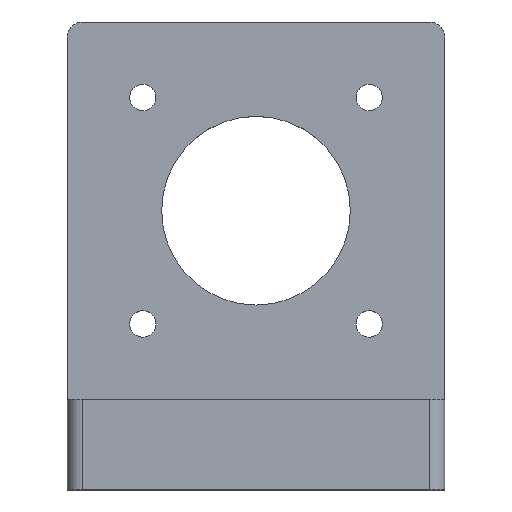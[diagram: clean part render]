
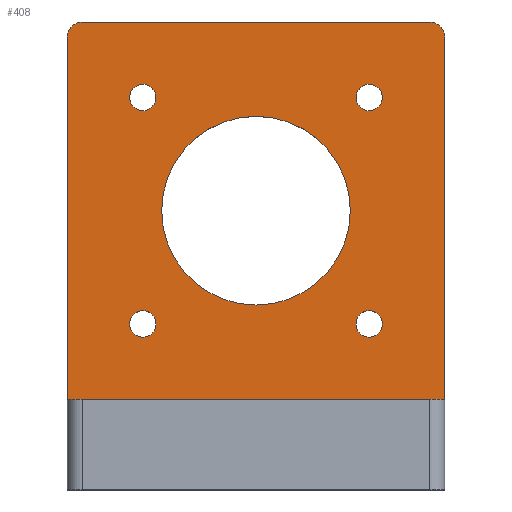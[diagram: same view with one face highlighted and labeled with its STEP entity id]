
A CAD part, top view. The second image highlights one B-rep face of the part: STEP entity #408.
In plain terms, the highlighted planar face has unit normal (0, 0, 1).
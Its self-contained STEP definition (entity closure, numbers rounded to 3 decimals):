
#27=LINE('',#648,#49);
#33=LINE('',#674,#55);
#35=LINE('',#679,#57);
#36=LINE('',#696,#58);
#49=VECTOR('',#528,10.);
#55=VECTOR('',#554,10.);
#57=VECTOR('',#562,10.);
#58=VECTOR('',#585,10.);
#68=PLANE('',#465);
#89=FACE_BOUND('',#160,.T.);
#90=FACE_BOUND('',#161,.T.);
#91=FACE_BOUND('',#162,.T.);
#92=FACE_BOUND('',#163,.T.);
#93=FACE_BOUND('',#164,.T.);
#116=FACE_OUTER_BOUND('',#159,.T.);
#159=EDGE_LOOP('',(#362,#363,#364,#365,#366,#367));
#160=EDGE_LOOP('',(#368));
#161=EDGE_LOOP('',(#369));
#162=EDGE_LOOP('',(#370));
#163=EDGE_LOOP('',(#371));
#164=EDGE_LOOP('',(#372));
#177=CIRCLE('',#438,2.);
#185=CIRCLE('',#449,2.);
#186=CIRCLE('',#455,1.75);
#187=CIRCLE('',#457,1.75);
#188=CIRCLE('',#459,1.75);
#189=CIRCLE('',#461,1.75);
#190=CIRCLE('',#463,12.5);
#209=VERTEX_POINT('',#637);
#210=VERTEX_POINT('',#638);
#213=VERTEX_POINT('',#646);
#221=VERTEX_POINT('',#667);
#222=VERTEX_POINT('',#668);
#223=VERTEX_POINT('',#673);
#224=VERTEX_POINT('',#681);
#225=VERTEX_POINT('',#684);
#226=VERTEX_POINT('',#687);
#227=VERTEX_POINT('',#690);
#228=VERTEX_POINT('',#693);
#250=EDGE_CURVE('',#209,#210,#177,.T.);
#255=EDGE_CURVE('',#209,#213,#27,.T.);
#265=EDGE_CURVE('',#221,#222,#185,.T.);
#268=EDGE_CURVE('',#223,#222,#33,.T.);
#270=EDGE_CURVE('',#213,#223,#35,.T.);
#271=EDGE_CURVE('',#224,#224,#186,.T.);
#272=EDGE_CURVE('',#225,#225,#187,.T.);
#273=EDGE_CURVE('',#226,#226,#188,.T.);
#274=EDGE_CURVE('',#227,#227,#189,.T.);
#275=EDGE_CURVE('',#228,#228,#190,.T.);
#276=EDGE_CURVE('',#221,#210,#36,.T.);
#362=ORIENTED_EDGE('',*,*,#250,.F.);
#363=ORIENTED_EDGE('',*,*,#255,.T.);
#364=ORIENTED_EDGE('',*,*,#270,.T.);
#365=ORIENTED_EDGE('',*,*,#268,.T.);
#366=ORIENTED_EDGE('',*,*,#265,.F.);
#367=ORIENTED_EDGE('',*,*,#276,.T.);
#368=ORIENTED_EDGE('',*,*,#271,.T.);
#369=ORIENTED_EDGE('',*,*,#272,.T.);
#370=ORIENTED_EDGE('',*,*,#273,.T.);
#371=ORIENTED_EDGE('',*,*,#274,.T.);
#372=ORIENTED_EDGE('',*,*,#275,.T.);
#408=ADVANCED_FACE('',(#116,#89,#90,#91,#92,#93),#68,.T.);
#438=AXIS2_PLACEMENT_3D('',#639,#519,#520);
#449=AXIS2_PLACEMENT_3D('',#669,#548,#549);
#455=AXIS2_PLACEMENT_3D('',#682,#565,#566);
#457=AXIS2_PLACEMENT_3D('',#685,#569,#570);
#459=AXIS2_PLACEMENT_3D('',#688,#573,#574);
#461=AXIS2_PLACEMENT_3D('',#691,#577,#578);
#463=AXIS2_PLACEMENT_3D('',#694,#581,#582);
#465=AXIS2_PLACEMENT_3D('',#697,#586,#587);
#519=DIRECTION('center_axis',(0.,0.,-1.));
#520=DIRECTION('ref_axis',(-0.707,0.707,0.));
#528=DIRECTION('',(0.,-1.,0.));
#548=DIRECTION('center_axis',(0.,0.,-1.));
#549=DIRECTION('ref_axis',(0.707,0.707,0.));
#554=DIRECTION('',(0.,1.,0.));
#562=DIRECTION('',(1.,0.,0.));
#565=DIRECTION('center_axis',(0.,0.,-1.));
#566=DIRECTION('ref_axis',(1.,0.,0.));
#569=DIRECTION('center_axis',(0.,0.,-1.));
#570=DIRECTION('ref_axis',(1.,0.,0.));
#573=DIRECTION('center_axis',(0.,0.,-1.));
#574=DIRECTION('ref_axis',(1.,0.,0.));
#577=DIRECTION('center_axis',(0.,0.,-1.));
#578=DIRECTION('ref_axis',(1.,0.,0.));
#581=DIRECTION('center_axis',(0.,0.,-1.));
#582=DIRECTION('ref_axis',(-1.,0.,0.));
#585=DIRECTION('',(-1.,0.,0.));
#586=DIRECTION('center_axis',(0.,0.,1.));
#587=DIRECTION('ref_axis',(1.,0.,0.));
#637=CARTESIAN_POINT('',(-25.,23.,5.));
#638=CARTESIAN_POINT('',(-23.,25.,5.));
#639=CARTESIAN_POINT('Origin',(-23.,23.,5.));
#646=CARTESIAN_POINT('',(-25.,-25.,5.));
#648=CARTESIAN_POINT('',(-25.,-25.,5.));
#667=CARTESIAN_POINT('',(23.,25.,5.));
#668=CARTESIAN_POINT('',(25.,23.,5.));
#669=CARTESIAN_POINT('Origin',(23.,23.,5.));
#673=CARTESIAN_POINT('',(25.,-25.,5.));
#674=CARTESIAN_POINT('',(25.,25.,5.));
#679=CARTESIAN_POINT('',(25.,-25.,5.));
#681=CARTESIAN_POINT('',(-16.75,-15.,5.));
#682=CARTESIAN_POINT('Origin',(-15.,-15.,5.));
#684=CARTESIAN_POINT('',(-16.75,15.,5.));
#685=CARTESIAN_POINT('Origin',(-15.,15.,5.));
#687=CARTESIAN_POINT('',(13.25,15.,5.));
#688=CARTESIAN_POINT('Origin',(15.,15.,5.));
#690=CARTESIAN_POINT('',(13.25,-15.,5.));
#691=CARTESIAN_POINT('Origin',(15.,-15.,5.));
#693=CARTESIAN_POINT('',(12.5,0.,5.));
#694=CARTESIAN_POINT('Origin',(0.,0.,5.));
#696=CARTESIAN_POINT('',(-25.,25.,5.));
#697=CARTESIAN_POINT('Origin',(0.,0.,5.));
